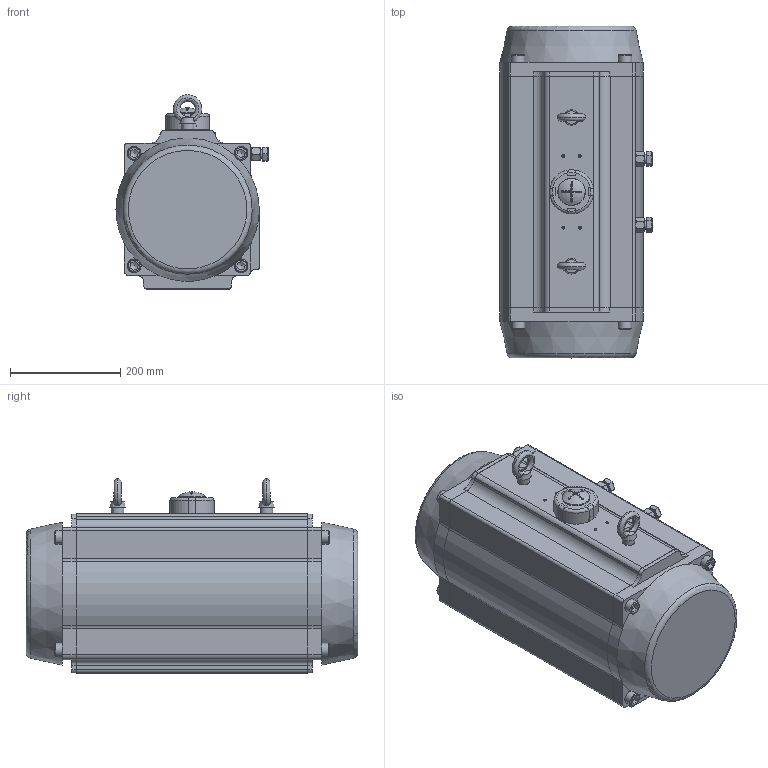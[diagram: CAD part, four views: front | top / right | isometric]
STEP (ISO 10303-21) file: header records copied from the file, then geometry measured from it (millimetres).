
FILE_DESCRIPTION(/* description */ (''),/* implementation_level */ '2;1');
FILE_NAME(/* name */ '5050240665 C-240DA F16 46x46.stp',/* time_stamp */ '2016-12-30T14:45:13+08:00',/* author */ (''),/* organization */ (''),/* preprocessor_version */ 'ST-DEVELOPER v15',/* originating_system */ 'SIEMENS PLM Software NX 8.5',/* authorisation */ '');
FILE_SCHEMA (('AUTOMOTIVE_DESIGN { 1 0 10303 214 3 1 1 1 }'));
Length unit declared in the file: millimetre
Products named in the file (29): Lug; Lug bearing; Stop screw; Nut-stop screw; Plug; O-ring adjust screw; Nut adjust screw; Adjust screw; Indicator screw-270; Indicator-270; End-cap screw; O-ring end cap; Inside washer; Outside washer; O-ring piston; O-ring-pinion top; O-ring-pinion bottom; Thrust washer; Bearing-pinion bottom; Bearing-pinion top; Bearing-piston; Guide Piston-C-240; C-240-08; Circlip; C-240-03; C-240-04; C-240-02; C-240-01; C-240
Assembly tree (49 placements, depth 2):
  C-240
    C-240-01
    C-240-02  x2
    C-240-04
    C-240-03  x2
    Circlip
    C-240-08
    Guide Piston-C-240  x2
    Bearing-piston  x2
    Bearing-pinion top
    Bearing-pinion bottom
    Thrust washer
    O-ring-pinion bottom
    O-ring-pinion top
    O-ring piston  x2
    Outside washer
    Inside washer
    O-ring end cap  x2
    End-cap screw  x8
    Indicator-270
    Indicator screw-270
    Adjust screw  x2
    Nut adjust screw  x2
    O-ring adjust screw  x2
    Plug  x2
    Nut-stop screw  x2
    Stop screw  x2
    Lug bearing  x2
    Lug  x2
Bounding box: 276 x 602 x 352.97 mm (x, y, z)
Volume: 17387827 mm3; surface area: 2728413.7 mm2
Topology: 72 solids, 72 shells, 2021 faces, 5178 edges, 3371 vertices
Faces by surface type: plane 803, cylinder 782, cone 193, torus 128, extrusion 60, bspline 50, sphere 5
Full cylindrical faces by diameter (mm): 3 x2, 4.2 x8, 5 x1, 6.144 x1, 8 x4, 10 x1, 10.105 x2, 10.106 x2, 10.3 x4, 12 x6, 12.5 x2, 13.833 x10, 13.835 x14, 14 x12, 14.374 x2, 14.376 x2, 16 x28, 16.001 x4, 17.5 x12, 23 x2, 24 x10, 25 x8, 28 x2, 45 x1, 50 x1, 54.3 x1, 56 x3, 60 x8, 61 x1, 66 x13
Entity records: 48738 total; most frequent: CARTESIAN_POINT 18232, DIRECTION 6099, ORIENTED_EDGE 5858, EDGE_CURVE 2929, AXIS2_PLACEMENT_3D 2354, VERTEX_POINT 2061, EDGE_LOOP 1643, VECTOR 1391
